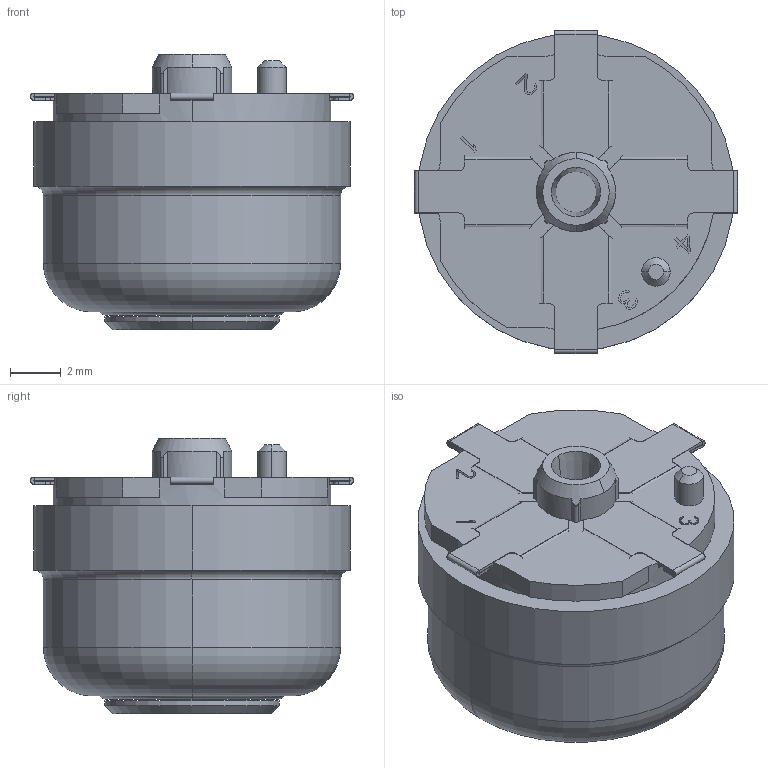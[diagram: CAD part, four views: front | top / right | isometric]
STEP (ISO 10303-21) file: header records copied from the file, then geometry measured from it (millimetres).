
FILE_DESCRIPTION((''),'2;1');
FILE_NAME('14YY-X_SW0002','2015-06-02T',('jjanota'),(''),'PRO/ENGINEER BY PARAMETRIC TECHNOLOGY CORPORATION, 2011490','PRO/ENGINEER BY PARAMETRIC TECHNOLOGY CORPORATION, 2011490','');
FILE_SCHEMA(('CONFIG_CONTROL_DESIGN'));
Length unit declared in the file: inch
Products named in the file (1): 14YY-X_SW0002
Bounding box: 12.7 x 12.7 x 10.82 mm (x, y, z)
Surface area: 832.5 mm2 (no closed solid volume)
Topology: 0 solids, 10 shells, 166 faces, 828 edges, 666 vertices
Faces by surface type: plane 101, cylinder 51, cone 8, torus 6
Entity records: 9614 total; most frequent: CARTESIAN_POINT 1772, DIRECTION 1366, ORIENTED_EDGE 1124, EDGE_CURVE 828, VERTEX_POINT 666, VECTOR 582, LINE 582, AXIS2_PLACEMENT_3D 392
